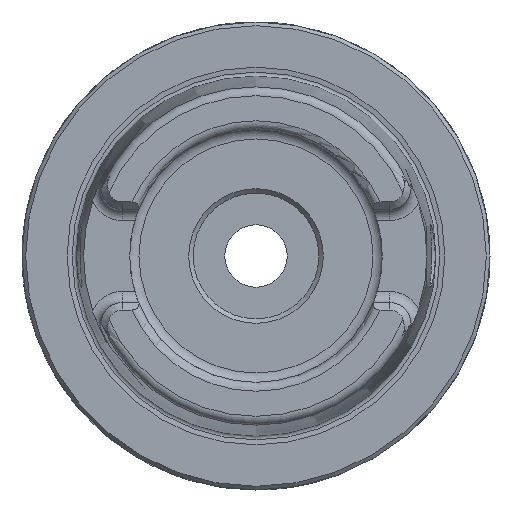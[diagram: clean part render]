
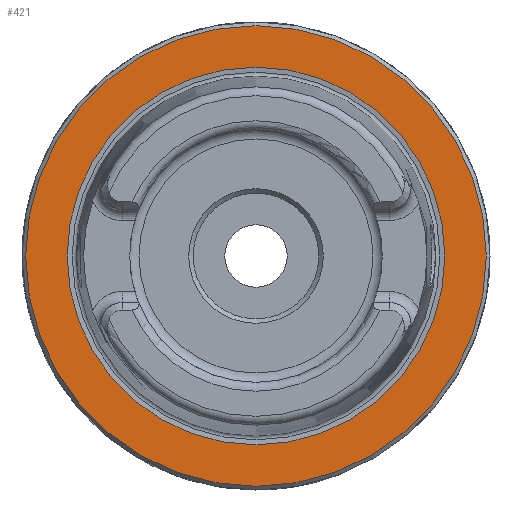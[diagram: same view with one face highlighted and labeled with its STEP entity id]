
A CAD part, left-side view. The second image highlights one B-rep face of the part: STEP entity #421.
In plain terms, the highlighted planar face has unit normal (-1, 0, 0).
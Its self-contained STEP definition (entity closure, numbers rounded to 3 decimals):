
#421 = ADVANCED_FACE( '', ( #892, #893 ), #894, .T. );
#892 = FACE_OUTER_BOUND( '', #1579, .T. );
#893 = FACE_BOUND( '', #1580, .T. );
#894 = PLANE( '', #1581 );
#1579 = EDGE_LOOP( '', ( #2702 ) );
#1580 = EDGE_LOOP( '', ( #2703 ) );
#1581 = AXIS2_PLACEMENT_3D( '', #2704, #2705, #2706 );
#2702 = ORIENTED_EDGE( '', *, *, #2998, .T. );
#2703 = ORIENTED_EDGE( '', *, *, #3166, .F. );
#2704 = CARTESIAN_POINT( '', ( 0., 0., 31. ) );
#2705 = DIRECTION( '', ( -1., 0., 0. ) );
#2706 = DIRECTION( '', ( 0., 0., 1. ) );
#2998 = EDGE_CURVE( '', #3597, #3597, #3598, .T. );
#3166 = EDGE_CURVE( '', #3818, #3818, #3819, .T. );
#3597 = VERTEX_POINT( '', #5053 );
#3598 = CIRCLE( '', #5054, 31. );
#3818 = VERTEX_POINT( '', #5875 );
#3819 = CIRCLE( '', #5876, 25.418 );
#5053 = CARTESIAN_POINT( '', ( 0., 0., 31. ) );
#5054 = AXIS2_PLACEMENT_3D( '', #6208, #6209, #6210 );
#5875 = CARTESIAN_POINT( '', ( 0., 0., 25.418 ) );
#5876 = AXIS2_PLACEMENT_3D( '', #6360, #6361, #6362 );
#6208 = CARTESIAN_POINT( '', ( 0., 0., 0. ) );
#6209 = DIRECTION( '', ( -1., 0., 0. ) );
#6210 = DIRECTION( '', ( 0., 0., 1. ) );
#6360 = CARTESIAN_POINT( '', ( 0., 0., 0. ) );
#6361 = DIRECTION( '', ( -1., 0., 0. ) );
#6362 = DIRECTION( '', ( 0., 0., 1. ) );
